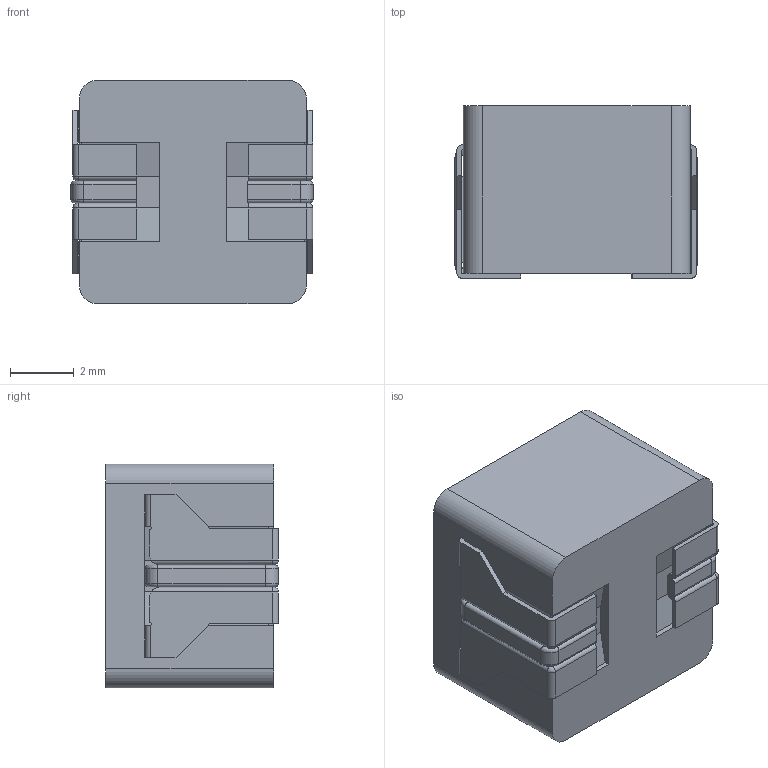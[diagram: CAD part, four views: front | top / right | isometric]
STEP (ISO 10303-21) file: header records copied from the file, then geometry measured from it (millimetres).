
FILE_DESCRIPTION (( 'STEP AP214' ), '1' );
FILE_NAME ('M0754M_4R7YFM_提出用.STEP', '2016-01-12T07:05:33', ( '' ), ( '' ), 'SwSTEP 2.0', 'SolidWorks 2014', '' );
FILE_SCHEMA (( 'AUTOMOTIVE_DESIGN' ));
Length unit declared in the file: millimetre
Products named in the file (2): M0754M_4R7YFM; M0754M_4R7YFM_提出用
Assembly tree (1 placements, depth 2):
  M0754M_4R7YFM_提出用
    M0754M_4R7YFM
Bounding box: 7.57 x 5.4 x 7 mm (x, y, z)
Volume: 257.8 mm3; surface area: 346.2 mm2
Topology: 1 solids, 1 shells, 200 faces, 554 edges, 342 vertices
Faces by surface type: plane 106, cylinder 82, torus 12
Entity records: 8672 total; most frequent: CARTESIAN_POINT 1204, ORIENTED_EDGE 1108, DIRECTION 1106, EDGE_CURVE 554, LINE 386, VECTOR 386, AXIS2_PLACEMENT_3D 360, VERTEX_POINT 342
